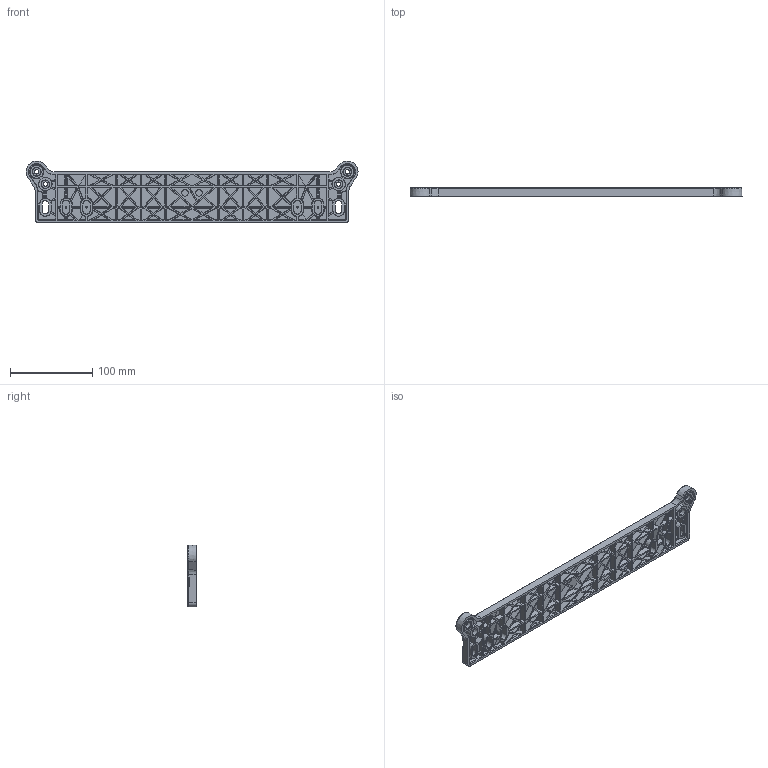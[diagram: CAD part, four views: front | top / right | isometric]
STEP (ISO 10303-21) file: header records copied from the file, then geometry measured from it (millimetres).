
FILE_DESCRIPTION (( 'STEP AP214' ), '1' );
FILE_NAME ('Flange16in.STEP', '2009-07-01T10:51:15', ( '' ), ( '' ), 'SwSTEP 2.0', 'SolidWorks 2008', '' );
FILE_SCHEMA (( 'AUTOMOTIVE_DESIGN' ));
Length unit declared in the file: millimetre
Products named in the file (1): Flange16in
Bounding box: 403.06 x 10.05 x 75.07 mm (x, y, z)
Volume: 134084.1 mm3; surface area: 101833.1 mm2
Topology: 1 solids, 1 shells, 1247 faces, 3201 edges, 2076 vertices
Faces by surface type: plane 758, cylinder 277, cone 145, bspline 67
Entity records: 49879 total; most frequent: CARTESIAN_POINT 22757, ORIENTED_EDGE 6372, DIRECTION 4193, EDGE_CURVE 3186, VERTEX_POINT 2076, LINE 1599, VECTOR 1599, B_SPLINE_CURVE_WITH_KNOTS 1442
